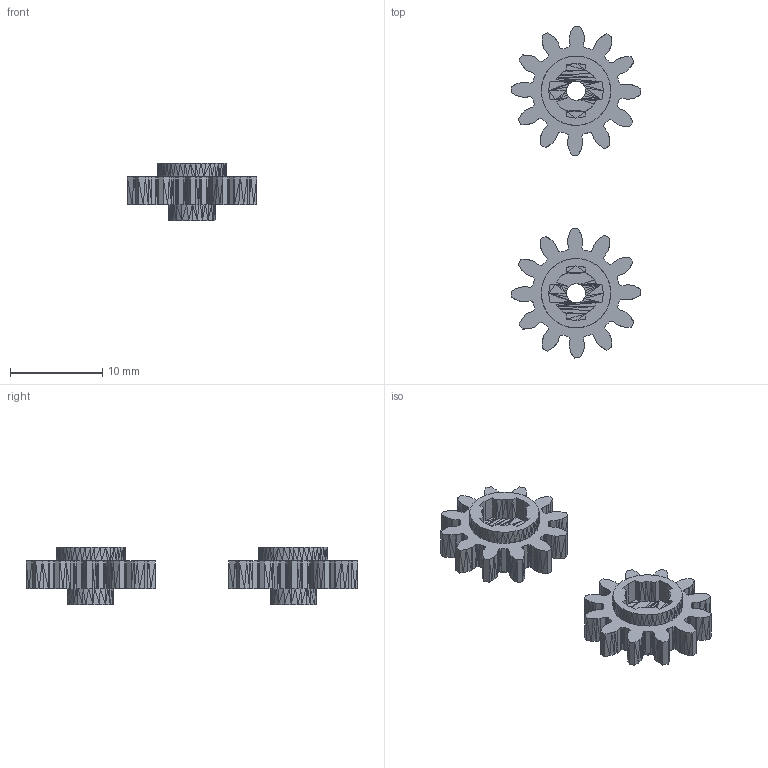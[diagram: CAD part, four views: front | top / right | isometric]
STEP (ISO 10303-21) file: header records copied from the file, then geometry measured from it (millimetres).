
FILE_DESCRIPTION(/* description */ (''),/* implementation_level */ '2;1');
FILE_NAME(/* name */ '肩部转轴齿轮.stp',/* time_stamp */ '2022-04-20T14:43:48+08:00',/* author */ (''),/* organization */ (''),/* preprocessor_version */ 'ST-DEVELOPER v15.2',/* originating_system */ 'Autodesk Translator Framework v2.0.0.5431',/* authorisation */ '');
FILE_SCHEMA (('AUTOMOTIVE_DESIGN { 1 0 10303 214 3 1 1 }'));
Length unit declared in the file: centimetre
Products named in the file (1): (未保存)
Bounding box: 13.99 x 35.89 x 6.21 mm (x, y, z)
Volume: 702 mm3; surface area: 1157.8 mm2
Topology: 2 solids, 2 shells, 1300 faces, 2615 edges, 1320 vertices
Faces by surface type: plane 1300
Entity records: 31387 total; most frequent: CARTESIAN_POINT 5236, ORIENTED_EDGE 5230, DIRECTION 5217, LINE 2615, VECTOR 2615, EDGE_CURVE 2615, VERTEX_POINT 1320, EDGE_LOOP 1306
